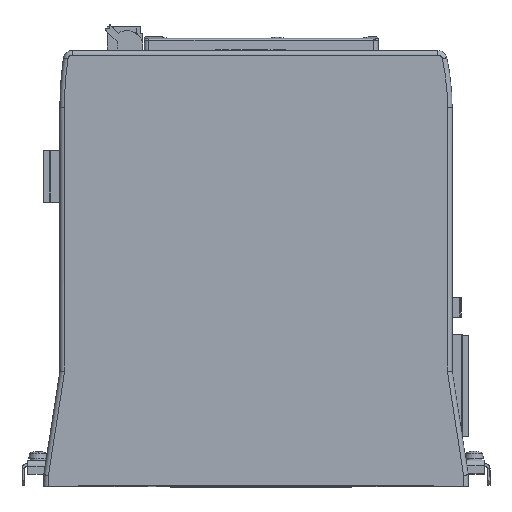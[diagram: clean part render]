
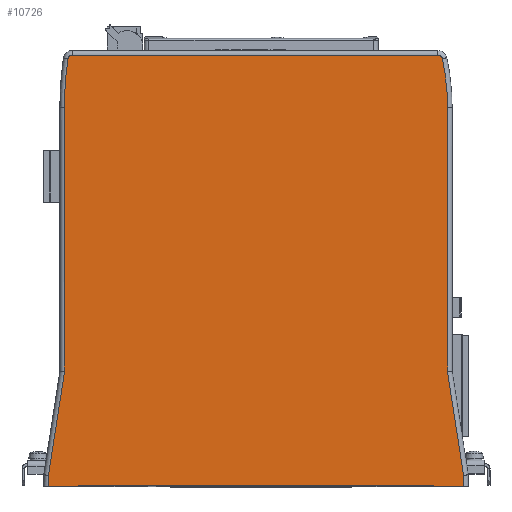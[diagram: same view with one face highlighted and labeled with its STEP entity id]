
A CAD part, top view. The second image highlights one B-rep face of the part: STEP entity #10726.
In plain terms, the highlighted planar face has unit normal (0, 0, 1).
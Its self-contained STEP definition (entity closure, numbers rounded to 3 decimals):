
#10705 = ORIENTED_EDGE ( 'NONE', *, *, #10706, .T. ) ;
#10706 = EDGE_CURVE ( 'NONE', #10853, #10707, #20578, .T. ) ;
#10707 = VERTEX_POINT ( 'NONE', #20574 ) ;
#10708 = ORIENTED_EDGE ( 'NONE', *, *, #10709, .T. ) ;
#10709 = EDGE_CURVE ( 'NONE', #10707, #10710, #20573, .T. ) ;
#10710 = VERTEX_POINT ( 'NONE', #20569 ) ;
#10711 = ORIENTED_EDGE ( 'NONE', *, *, #10712, .T. ) ;
#10712 = EDGE_CURVE ( 'NONE', #10710, #10714, #20568, .T. ) ;
#10714 = VERTEX_POINT ( 'NONE', #20619 ) ;
#10715 = ORIENTED_EDGE ( 'NONE', *, *, #10716, .T. ) ;
#10716 = EDGE_CURVE ( 'NONE', #10714, #10718, #20618, .T. ) ;
#10718 = VERTEX_POINT ( 'NONE', #20614 ) ;
#10719 = ORIENTED_EDGE ( 'NONE', *, *, #10946, .T. ) ;
#10726 = ADVANCED_FACE ( 'NONE', ( #20604 ), #20648, .T. ) ;
#10727 = EDGE_LOOP ( 'NONE', ( #10729, #10738, #10745, #10705, #10708, #10711, #10715, #10719, #10949, #10955, #11063, #11068, #10929, #10934, #10940, #11046 ) ) ;
#10729 = ORIENTED_EDGE ( 'NONE', *, *, #10731, .T. ) ;
#10731 = EDGE_CURVE ( 'NONE', #10733, #10736, #20643, .T. ) ;
#10733 = VERTEX_POINT ( 'NONE', #20639 ) ;
#10736 = VERTEX_POINT ( 'NONE', #20638 ) ;
#10738 = ORIENTED_EDGE ( 'NONE', *, *, #10741, .T. ) ;
#10741 = EDGE_CURVE ( 'NONE', #10736, #10743, #20637, .T. ) ;
#10743 = VERTEX_POINT ( 'NONE', #20633 ) ;
#10745 = ORIENTED_EDGE ( 'NONE', *, *, #10748, .T. ) ;
#10748 = EDGE_CURVE ( 'NONE', #10743, #10853, #20632, .T. ) ;
#10853 = VERTEX_POINT ( 'NONE', #20777 ) ;
#10925 = EDGE_CURVE ( 'NONE', #11066, #10927, #20905, .T. ) ;
#10927 = VERTEX_POINT ( 'NONE', #20900 ) ;
#10929 = ORIENTED_EDGE ( 'NONE', *, *, #10931, .T. ) ;
#10931 = EDGE_CURVE ( 'NONE', #10927, #10932, #20899, .T. ) ;
#10932 = VERTEX_POINT ( 'NONE', #20894 ) ;
#10934 = ORIENTED_EDGE ( 'NONE', *, *, #10936, .T. ) ;
#10936 = EDGE_CURVE ( 'NONE', #10932, #10938, #20893, .T. ) ;
#10938 = VERTEX_POINT ( 'NONE', #20889 ) ;
#10940 = ORIENTED_EDGE ( 'NONE', *, *, #10943, .T. ) ;
#10943 = EDGE_CURVE ( 'NONE', #10938, #10945, #20888, .T. ) ;
#10945 = VERTEX_POINT ( 'NONE', #20884 ) ;
#10946 = EDGE_CURVE ( 'NONE', #10718, #10947, #20883, .T. ) ;
#10947 = VERTEX_POINT ( 'NONE', #20879 ) ;
#10949 = ORIENTED_EDGE ( 'NONE', *, *, #10950, .T. ) ;
#10950 = EDGE_CURVE ( 'NONE', #10947, #10953, #20935, .T. ) ;
#10953 = VERTEX_POINT ( 'NONE', #20930 ) ;
#10955 = ORIENTED_EDGE ( 'NONE', *, *, #10957, .T. ) ;
#10957 = EDGE_CURVE ( 'NONE', #10953, #10958, #20929, .T. ) ;
#10958 = VERTEX_POINT ( 'NONE', #20924 ) ;
#11046 = ORIENTED_EDGE ( 'NONE', *, *, #11047, .T. ) ;
#11047 = EDGE_CURVE ( 'NONE', #10945, #10733, #21052, .T. ) ;
#11063 = ORIENTED_EDGE ( 'NONE', *, *, #11064, .T. ) ;
#11064 = EDGE_CURVE ( 'NONE', #10958, #11066, #22110, .T. ) ;
#11066 = VERTEX_POINT ( 'NONE', #22106 ) ;
#11068 = ORIENTED_EDGE ( 'NONE', *, *, #10925, .T. ) ;
#20565 = DIRECTION ( 'NONE',  ( 0., 1., 0. ) ) ;
#20566 = VECTOR ( 'NONE', #20565, 1000. ) ;
#20567 = CARTESIAN_POINT ( 'NONE',  ( 90.395, -97.103, 45.019 ) ) ;
#20568 = LINE ( 'NONE', #20567, #20566 ) ;
#20569 = CARTESIAN_POINT ( 'NONE',  ( 90.395, -97.103, 45.019 ) ) ;
#20570 = DIRECTION ( 'NONE',  ( 1., 0., 0. ) ) ;
#20571 = VECTOR ( 'NONE', #20570, 1000. ) ;
#20572 = CARTESIAN_POINT ( 'NONE',  ( -92.605, -97.103, 45.019 ) ) ;
#20573 = LINE ( 'NONE', #20572, #20571 ) ;
#20574 = CARTESIAN_POINT ( 'NONE',  ( 77.395, -97.103, 45.019 ) ) ;
#20575 = DIRECTION ( 'NONE',  ( 0.017, -1., 0. ) ) ;
#20576 = VECTOR ( 'NONE', #20575, 1000. ) ;
#20577 = CARTESIAN_POINT ( 'NONE',  ( 77.343, -94.137, 45.019 ) ) ;
#20578 = LINE ( 'NONE', #20577, #20576 ) ;
#20604 = FACE_OUTER_BOUND ( 'NONE', #10727, .T. ) ;
#20614 = CARTESIAN_POINT ( 'NONE',  ( 83.395, -47.258, 45.019 ) ) ;
#20615 = DIRECTION ( 'NONE',  ( -0.154, 0.988, 0. ) ) ;
#20616 = VECTOR ( 'NONE', #20615, 1000. ) ;
#20617 = CARTESIAN_POINT ( 'NONE',  ( 83.419, -47.41, 45.019 ) ) ;
#20618 = LINE ( 'NONE', #20617, #20616 ) ;
#20619 = CARTESIAN_POINT ( 'NONE',  ( 90.395, -92.258, 45.019 ) ) ;
#20629 = DIRECTION ( 'NONE',  ( 1., 0., 0. ) ) ;
#20630 = VECTOR ( 'NONE', #20629, 1000. ) ;
#20631 = CARTESIAN_POINT ( 'NONE',  ( -92.605, -96.603, 45.019 ) ) ;
#20632 = LINE ( 'NONE', #20631, #20630 ) ;
#20633 = CARTESIAN_POINT ( 'NONE',  ( -77.596, -96.603, 45.019 ) ) ;
#20634 = DIRECTION ( 'NONE',  ( 0.017, 1., 0. ) ) ;
#20635 = VECTOR ( 'NONE', #20634, 1000. ) ;
#20636 = CARTESIAN_POINT ( 'NONE',  ( -77.609, -97.365, 45.019 ) ) ;
#20637 = LINE ( 'NONE', #20636, #20635 ) ;
#20638 = CARTESIAN_POINT ( 'NONE',  ( -77.605, -97.103, 45.019 ) ) ;
#20639 = CARTESIAN_POINT ( 'NONE',  ( -90.605, -97.103, 45.019 ) ) ;
#20640 = DIRECTION ( 'NONE',  ( 1., 0., 0. ) ) ;
#20641 = VECTOR ( 'NONE', #20640, 1000. ) ;
#20642 = CARTESIAN_POINT ( 'NONE',  ( -92.605, -97.103, 45.019 ) ) ;
#20643 = LINE ( 'NONE', #20642, #20641 ) ;
#20644 = DIRECTION ( 'NONE',  ( 1., 0., 0. ) ) ;
#20645 = DIRECTION ( 'NONE',  ( 0., 0., 1. ) ) ;
#20646 = CARTESIAN_POINT ( 'NONE',  ( -92.605, -97.103, 45.019 ) ) ;
#20647 = AXIS2_PLACEMENT_3D ( 'NONE', #20646, #20645, #20644 ) ;
#20648 = PLANE ( 'NONE',  #20647 ) ;
#20777 = CARTESIAN_POINT ( 'NONE',  ( 77.386, -96.603, 45.019 ) ) ;
#20879 = CARTESIAN_POINT ( 'NONE',  ( 83.395, 67.897, 45.019 ) ) ;
#20880 = DIRECTION ( 'NONE',  ( 0., 1., 0. ) ) ;
#20881 = VECTOR ( 'NONE', #20880, 1000. ) ;
#20882 = CARTESIAN_POINT ( 'NONE',  ( 83.395, 67.897, 45.019 ) ) ;
#20883 = LINE ( 'NONE', #20882, #20881 ) ;
#20884 = CARTESIAN_POINT ( 'NONE',  ( -90.605, -92.258, 45.019 ) ) ;
#20885 = DIRECTION ( 'NONE',  ( -0.154, -0.988, 0. ) ) ;
#20886 = VECTOR ( 'NONE', #20885, 1000. ) ;
#20887 = CARTESIAN_POINT ( 'NONE',  ( -90.629, -92.41, 45.019 ) ) ;
#20888 = LINE ( 'NONE', #20887, #20886 ) ;
#20889 = CARTESIAN_POINT ( 'NONE',  ( -83.605, -47.258, 45.019 ) ) ;
#20890 = DIRECTION ( 'NONE',  ( 0., -1., 0. ) ) ;
#20891 = VECTOR ( 'NONE', #20890, 1000. ) ;
#20892 = CARTESIAN_POINT ( 'NONE',  ( -83.605, -47.103, 45.019 ) ) ;
#20893 = LINE ( 'NONE', #20892, #20891 ) ;
#20894 = CARTESIAN_POINT ( 'NONE',  ( -83.605, 67.897, 45.019 ) ) ;
#20895 = DIRECTION ( 'NONE',  ( 1., 0., 0. ) ) ;
#20896 = DIRECTION ( 'NONE',  ( 0., 0., 1. ) ) ;
#20897 = CARTESIAN_POINT ( 'NONE',  ( 67.395, 67.897, 45.019 ) ) ;
#20898 = AXIS2_PLACEMENT_3D ( 'NONE', #20897, #20896, #20895 ) ;
#20899 = CIRCLE ( 'NONE', #20898, 151. ) ;
#20900 = CARTESIAN_POINT ( 'NONE',  ( -82.098, 89.179, 45.019 ) ) ;
#20901 = DIRECTION ( 'NONE',  ( 1., 0., 0. ) ) ;
#20902 = DIRECTION ( 'NONE',  ( 0., 0., 1. ) ) ;
#20903 = CARTESIAN_POINT ( 'NONE',  ( -80.118, 88.897, 45.019 ) ) ;
#20904 = AXIS2_PLACEMENT_3D ( 'NONE', #20903, #20902, #20901 ) ;
#20905 = CIRCLE ( 'NONE', #20904, 2. ) ;
#20924 = CARTESIAN_POINT ( 'NONE',  ( 79.142, 90.897, 45.019 ) ) ;
#20925 = DIRECTION ( 'NONE',  ( 1., 0., 0. ) ) ;
#20926 = DIRECTION ( 'NONE',  ( 0., 0., 1. ) ) ;
#20927 = CARTESIAN_POINT ( 'NONE',  ( 79.142, 88.897, 45.019 ) ) ;
#20928 = AXIS2_PLACEMENT_3D ( 'NONE', #20927, #20926, #20925 ) ;
#20929 = CIRCLE ( 'NONE', #20928, 2. ) ;
#20930 = CARTESIAN_POINT ( 'NONE',  ( 81.097, 89.321, 45.019 ) ) ;
#20931 = DIRECTION ( 'NONE',  ( 1., 0., 0. ) ) ;
#20932 = DIRECTION ( 'NONE',  ( 0., 0., 1. ) ) ;
#20933 = CARTESIAN_POINT ( 'NONE',  ( -17.605, 67.897, 45.019 ) ) ;
#20934 = AXIS2_PLACEMENT_3D ( 'NONE', #20933, #20932, #20931 ) ;
#20935 = CIRCLE ( 'NONE', #20934, 101. ) ;
#21049 = DIRECTION ( 'NONE',  ( 0., -1., 0. ) ) ;
#21050 = VECTOR ( 'NONE', #21049, 1000. ) ;
#21051 = CARTESIAN_POINT ( 'NONE',  ( -90.605, -97.103, 45.019 ) ) ;
#21052 = LINE ( 'NONE', #21051, #21050 ) ;
#22106 = CARTESIAN_POINT ( 'NONE',  ( -80.118, 90.897, 45.019 ) ) ;
#22107 = DIRECTION ( 'NONE',  ( -1., 0., 0. ) ) ;
#22108 = VECTOR ( 'NONE', #22107, 1000. ) ;
#22109 = CARTESIAN_POINT ( 'NONE',  ( -92.605, 90.897, 45.019 ) ) ;
#22110 = LINE ( 'NONE', #22109, #22108 ) ;
